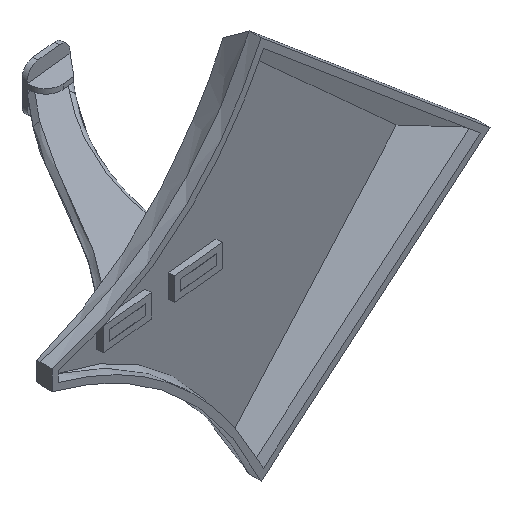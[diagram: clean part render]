
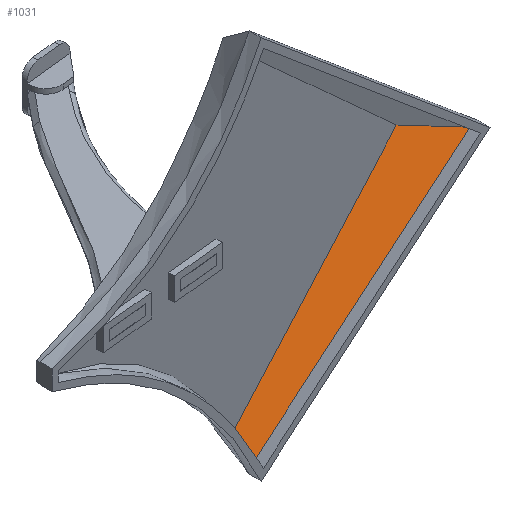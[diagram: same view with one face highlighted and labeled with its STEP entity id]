
A CAD part, isometric view. The second image highlights one B-rep face of the part: STEP entity #1031.
In plain terms, the highlighted free-form (B-spline) face has degree [1, 1] with [2, 2] control points.
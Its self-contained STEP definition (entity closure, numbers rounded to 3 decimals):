
#809 = VERTEX_POINT('',#810);
#810 = CARTESIAN_POINT('',(0.255,9.46,-51.914
    ));
#894 = VERTEX_POINT('',#895);
#895 = CARTESIAN_POINT('',(57.02,15.142,0.));
#900 = EDGE_CURVE('',#894,#809,#901,.T.);
#901 = B_SPLINE_CURVE_WITH_KNOTS('',1,(#902,#903),.UNSPECIFIED.,.F.,.F.,
  (2,2),(0.,62.556),.PIECEWISE_BEZIER_KNOTS.);
#902 = CARTESIAN_POINT('',(57.02,15.142,0.));
#903 = CARTESIAN_POINT('',(0.255,9.46,-51.914
    ));
#967 = VERTEX_POINT('',#968);
#968 = CARTESIAN_POINT('',(0.609,3.439,-56.154
    ));
#994 = EDGE_CURVE('',#967,#809,#995,.T.);
#995 = B_SPLINE_CURVE_WITH_KNOTS('',3,(#996,#997,#998,#999,#1000,#1001),
  .UNSPECIFIED.,.F.,.F.,(4,1,1,4),(0.,0.333,0.667,1.),
  .UNSPECIFIED.);
#996 = CARTESIAN_POINT('',(0.609,3.439,-56.154
    ));
#997 = CARTESIAN_POINT('',(0.574,4.108,-55.679
    ));
#998 = CARTESIAN_POINT('',(0.502,5.444,-54.732
    ));
#999 = CARTESIAN_POINT('',(0.384,7.451,-53.319
    ));
#1000 = CARTESIAN_POINT('',(0.299,8.79,
    -52.381));
#1001 = CARTESIAN_POINT('',(0.255,9.46,
    -51.914));
#1031 = ADVANCED_FACE('',(#1032),#1059,.F.);
#1032 = FACE_BOUND('',#1033,.F.);
#1033 = EDGE_LOOP('',(#1034,#1035,#1036,#1043,#1050));
#1034 = ORIENTED_EDGE('',*,*,#994,.T.);
#1035 = ORIENTED_EDGE('',*,*,#900,.F.);
#1036 = ORIENTED_EDGE('',*,*,#1037,.F.);
#1037 = EDGE_CURVE('',#1038,#894,#1040,.T.);
#1038 = VERTEX_POINT('',#1039);
#1039 = CARTESIAN_POINT('',(67.772,3.17,0.));
#1040 = B_SPLINE_CURVE_WITH_KNOTS('',1,(#1041,#1042),.UNSPECIFIED.,.F.,
  .F.,(2,2),(0.,13.05),.PIECEWISE_BEZIER_KNOTS.);
#1041 = CARTESIAN_POINT('',(67.772,3.17,0.));
#1042 = CARTESIAN_POINT('',(57.02,15.142,0.));
#1043 = ORIENTED_EDGE('',*,*,#1044,.T.);
#1044 = EDGE_CURVE('',#1038,#1045,#1047,.T.);
#1045 = VERTEX_POINT('',#1046);
#1046 = CARTESIAN_POINT('',(0.679,3.17,
    -56.298));
#1047 = B_SPLINE_CURVE_WITH_KNOTS('',1,(#1048,#1049),.UNSPECIFIED.,.F.,
  .F.,(2,2),(0.,71.032),.PIECEWISE_BEZIER_KNOTS.);
#1048 = CARTESIAN_POINT('',(67.772,3.17,0.));
#1049 = CARTESIAN_POINT('',(0.679,3.17,
    -56.298));
#1050 = ORIENTED_EDGE('',*,*,#1051,.F.);
#1051 = EDGE_CURVE('',#967,#1045,#1052,.T.);
#1052 = B_SPLINE_CURVE_WITH_KNOTS('',3,(#1053,#1054,#1055,#1056,#1057,
    #1058),.UNSPECIFIED.,.F.,.F.,(4,1,1,4),(0.,0.333,
    0.667,1.),.UNSPECIFIED.);
#1053 = CARTESIAN_POINT('',(0.609,3.439,
    -56.154));
#1054 = CARTESIAN_POINT('',(0.616,3.409,
    -56.17));
#1055 = CARTESIAN_POINT('',(0.632,3.35,
    -56.202));
#1056 = CARTESIAN_POINT('',(0.656,3.26,
    -56.25));
#1057 = CARTESIAN_POINT('',(0.671,3.2,-56.282
    ));
#1058 = CARTESIAN_POINT('',(0.679,3.17,
    -56.298));
#1059 = B_SPLINE_SURFACE_WITH_KNOTS('',1,1,(
    (#1060,#1061)
    ,(#1062,#1063
    )),.UNSPECIFIED.,.F.,.F.,.F.,(2,2),(2,2),(0.429,
    11.639),(2.062,73.093),
  .PIECEWISE_BEZIER_KNOTS.);
#1060 = CARTESIAN_POINT('',(0.679,3.17,
    -56.298));
#1061 = CARTESIAN_POINT('',(67.772,3.17,
    0.));
#1062 = CARTESIAN_POINT('',(-3.763,15.142,
    -51.003));
#1063 = CARTESIAN_POINT('',(63.33,15.142,
    5.295));
